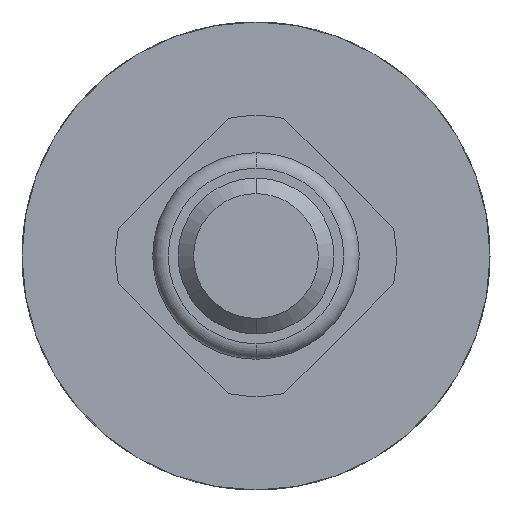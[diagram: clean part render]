
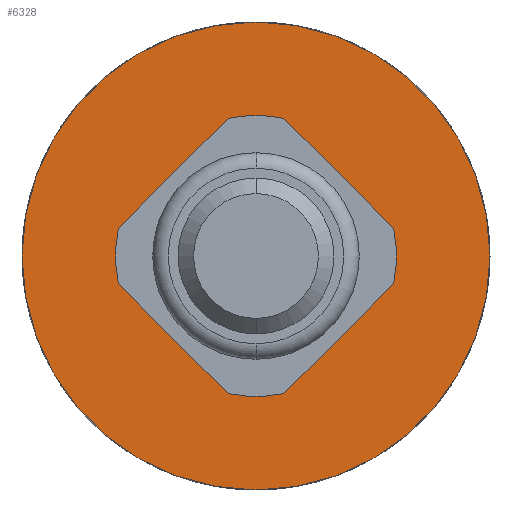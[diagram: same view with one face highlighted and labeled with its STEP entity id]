
A CAD part, front view. The second image highlights one B-rep face of the part: STEP entity #6328.
In plain terms, the highlighted planar face has unit normal (0, -1, 0).
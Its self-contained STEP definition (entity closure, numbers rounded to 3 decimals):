
#129 = CARTESIAN_POINT ( 'NONE',  ( 0., 5.3, 0. ) ) ;
#352 = ORIENTED_EDGE ( 'NONE', *, *, #8440, .T. ) ;
#367 = AXIS2_PLACEMENT_3D ( 'NONE', #129, #5227, #1034 ) ;
#423 = VERTEX_POINT ( 'NONE', #1499 ) ;
#826 = AXIS2_PLACEMENT_3D ( 'NONE', #8345, #3351, #9148 ) ;
#1034 = DIRECTION ( 'NONE',  ( 0., 0., 1. ) ) ;
#1135 = CIRCLE ( 'NONE', #826, 3. ) ;
#1222 = VERTEX_POINT ( 'NONE', #4459 ) ;
#1499 = CARTESIAN_POINT ( 'NONE',  ( 0., 5.3, -0.9 ) ) ;
#1833 = CARTESIAN_POINT ( 'NONE',  ( 0., 5.3, -3. ) ) ;
#2307 = CARTESIAN_POINT ( 'NONE',  ( 0.9, 5.3, 0. ) ) ;
#3151 = ORIENTED_EDGE ( 'NONE', *, *, #4585, .F. ) ;
#3156 = DIRECTION ( 'NONE',  ( 0., 0., 1. ) ) ;
#3351 = DIRECTION ( 'NONE',  ( 0., 1., 0. ) ) ;
#3600 = DIRECTION ( 'NONE',  ( 0., 1., 0. ) ) ;
#3985 = EDGE_LOOP ( 'NONE', ( #3151, #7920 ) ) ;
#4130 = EDGE_CURVE ( 'Defeature ausgef�hrt2_58+Defeature ausgef�hrt2_19+Defeature ausgef�hrt2_19+Defeature ausgef�hrt2_19', #8752, #423, #8580, .T. ) ;
#4421 = CARTESIAN_POINT ( 'NONE',  ( 0., 5.3, 0.9 ) ) ;
#4430 = FACE_OUTER_BOUND ( 'NONE', #3985, .T. ) ;
#4459 = CARTESIAN_POINT ( 'NONE',  ( 0., 5.3, 3. ) ) ;
#4585 = EDGE_CURVE ( 'Defeature ausgef�hrt2_59+Defeature ausgef�hrt2_58+Defeature ausgef�hrt2_58+Defeature ausgef�hrt2_58', #1222, #8452, #9182, .T. ) ;
#4638 = EDGE_CURVE ( 'Defeature ausgef�hrt2_59+Defeature ausgef�hrt2_58+Defeature ausgef�hrt2_58+Defeature ausgef�hrt2_58', #8452, #1222, #1135, .T. ) ;
#5206 = DIRECTION ( 'NONE',  ( 0., 0., 1. ) ) ;
#5227 = DIRECTION ( 'NONE',  ( 0., 1., 0. ) ) ;
#5352 = CARTESIAN_POINT ( 'NONE',  ( 0., 5.3, 0. ) ) ;
#5546 = AXIS2_PLACEMENT_3D ( 'NONE', #8160, #7446, #8203 ) ;
#5923 = PLANE ( 'NONE',  #6019 ) ;
#6019 = AXIS2_PLACEMENT_3D ( 'NONE', #2307, #3600, #5206 ) ;
#6328 = ADVANCED_FACE ( 'Defeature ausgef�hrt2_58', ( #4430, #8811 ), #5923, .F. ) ;
#6507 = AXIS2_PLACEMENT_3D ( 'NONE', #5352, #8907, #3156 ) ;
#7418 = EDGE_LOOP ( 'NONE', ( #7703, #352 ) ) ;
#7446 = DIRECTION ( 'NONE',  ( 0., 1., 0. ) ) ;
#7703 = ORIENTED_EDGE ( 'NONE', *, *, #4130, .T. ) ;
#7920 = ORIENTED_EDGE ( 'NONE', *, *, #4638, .F. ) ;
#8160 = CARTESIAN_POINT ( 'NONE',  ( 0., 5.3, 0. ) ) ;
#8203 = DIRECTION ( 'NONE',  ( 0., 0., 1. ) ) ;
#8345 = CARTESIAN_POINT ( 'NONE',  ( 0., 5.3, 0. ) ) ;
#8440 = EDGE_CURVE ( 'Defeature ausgef�hrt2_58+Defeature ausgef�hrt2_19+Defeature ausgef�hrt2_19+Defeature ausgef�hrt2_19', #423, #8752, #8779, .T. ) ;
#8452 = VERTEX_POINT ( 'NONE', #1833 ) ;
#8580 = CIRCLE ( 'NONE', #367, 0.9 ) ;
#8752 = VERTEX_POINT ( 'NONE', #4421 ) ;
#8779 = CIRCLE ( 'NONE', #6507, 0.9 ) ;
#8811 = FACE_BOUND ( 'NONE', #7418, .T. ) ;
#8907 = DIRECTION ( 'NONE',  ( 0., 1., 0. ) ) ;
#9148 = DIRECTION ( 'NONE',  ( 0., 0., 1. ) ) ;
#9182 = CIRCLE ( 'NONE', #5546, 3. ) ;
